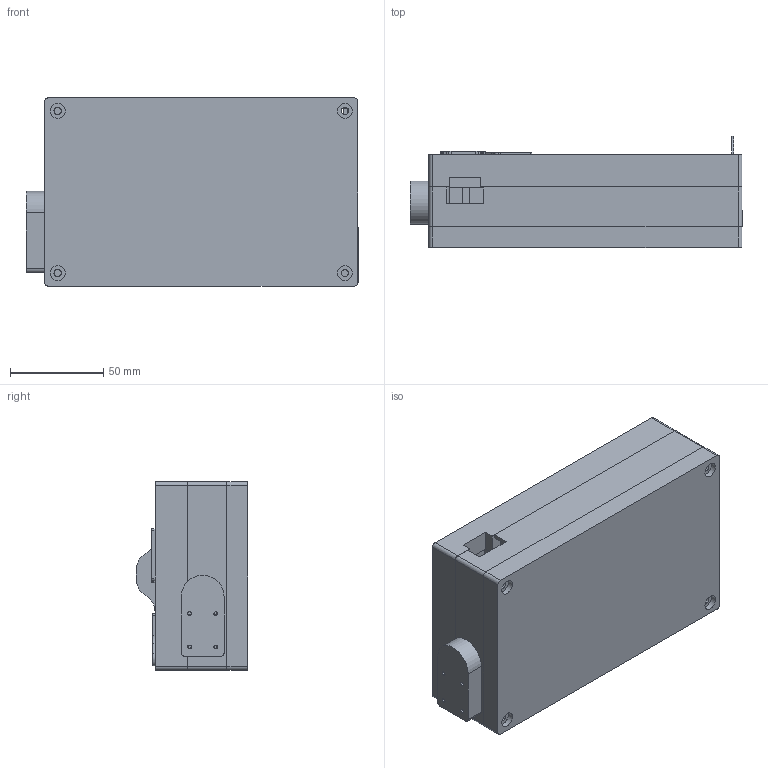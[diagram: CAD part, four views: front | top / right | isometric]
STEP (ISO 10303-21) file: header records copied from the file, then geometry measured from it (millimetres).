
FILE_DESCRIPTION(/* description */ (''),/* implementation_level */ '2;1');
FILE_NAME(/* name */ 'Assy v13.step',/* time_stamp */ '2023-05-03T11:28:54-05:00',/* author */ (''),/* organization */ (''),/* preprocessor_version */ 'ST-DEVELOPER v19.2',/* originating_system */ 'Autodesk Translation Framework v12.4.0.73',/* authorisation */ '');
FILE_SCHEMA (('AUTOMOTIVE_DESIGN { 1 0 10303 214 3 1 1 }'));
Length unit declared in the file: millimetre
Products named in the file (8): Assy; Bottom Case (Battery Tray); Main Case; Top Lid; Culture Retainer; USB C Cover; Culture Retainer Wall; Screen Spacer
Assembly tree (7 placements, depth 2):
  Assy
    Bottom Case (Battery Tray)
    Main Case
    Top Lid
    Culture Retainer
    USB C Cover
    Culture Retainer Wall
    Screen Spacer
Bounding box: 178 x 59.6 x 101 mm (x, y, z)
Volume: 202321 mm3; surface area: 157828.1 mm2
Topology: 7 solids, 7 shells, 307 faces, 829 edges, 550 vertices
Faces by surface type: plane 180, cylinder 123, torus 4
Full cylindrical faces by diameter (mm): 1.7 x4, 1.8 x4, 2 x4, 3.7 x3, 3.8 x1, 4 x13, 6 x4, 8 x10
Entity records: 10052 total; most frequent: DIRECTION 1741, CARTESIAN_POINT 1711, ORIENTED_EDGE 1658, EDGE_CURVE 829, AXIS2_PLACEMENT_3D 592, LINE 557, VECTOR 557, VERTEX_POINT 550
